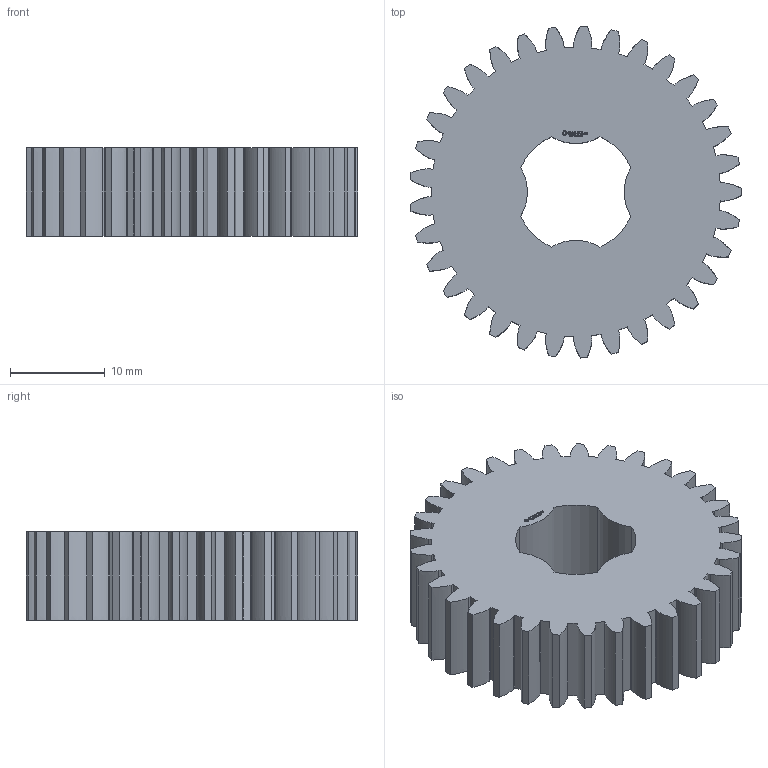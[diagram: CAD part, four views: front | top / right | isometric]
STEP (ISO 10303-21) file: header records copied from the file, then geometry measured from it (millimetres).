
FILE_DESCRIPTION(('FreeCAD Model'),'2;1');
FILE_NAME('Open CASCADE Shape Model','2024-03-09T19:39:44',(''),(''), 'Open CASCADE STEP processor 7.6','FreeCAD','Unknown');
FILE_SCHEMA(('AUTOMOTIVE_DESIGN { 1 0 10303 214 1 1 1 1 }'));
Length unit declared in the file: millimetre
Products named in the file (1): Gear Wheel PLN TTH33 BU00.75 SFT-SHD - SPN-GWH-0111 (stemfie.org)
Bounding box: 34.95 x 34.99 x 9.38 mm (x, y, z)
Volume: 6896.2 mm3; surface area: 3861.3 mm2
Topology: 1 solids, 1 shells, 637 faces, 1818 edges, 1212 vertices
Faces by surface type: plane 333, extrusion 296, cylinder 8
Entity records: 54672 total; most frequent: CARTESIAN_POINT 15894, DIRECTION 5266, VECTOR 4534, LINE 4238, ORIENTED_EDGE 3636, PCURVE 3636, DEFINITIONAL_REPRESENTATION 3636, EDGE_CURVE 1818
